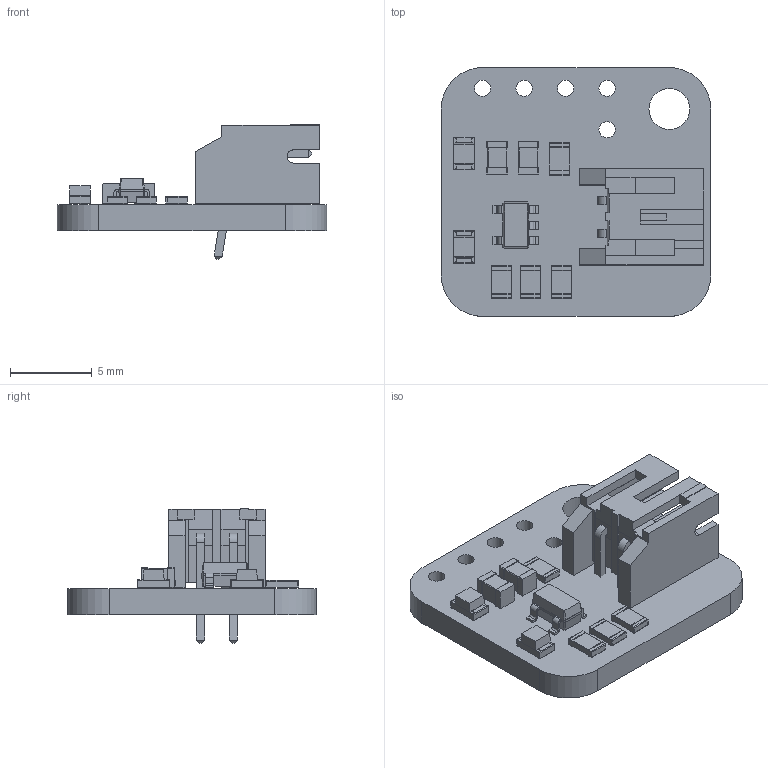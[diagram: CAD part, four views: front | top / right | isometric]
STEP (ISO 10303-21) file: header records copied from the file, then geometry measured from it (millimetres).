
FILE_DESCRIPTION(('KiCad electronic assembly'),'2;1');
FILE_NAME('Adafruit protrinket backpack.step','2022-10-11T11:37:50',( 'Pcbnew'),('Kicad'),'Open CASCADE STEP processor 7.6', 'KiCad to STEP converter','Unknown');
FILE_SCHEMA(('AUTOMOTIVE_DESIGN { 1 0 10303 214 1 1 1 1 }'));
Length unit declared in the file: millimetre
Products named in the file (12): Adafruit protrinket backpack 1; SOT-23-5; SOLID; JST_PH_S2B-PH-K_1x02_P2.00mm_Horizontal; LED_0805_2012Metric; R_0805_2012Metric; C_0805_2012Metric; Adafruit protrinket backpack PCB
Assembly tree (16 placements, depth 3):
  Adafruit protrinket backpack 1
    SOT-23-5
      SOLID
    JST_PH_S2B-PH-K_1x02_P2.00mm_Horizontal
      SOLID
    LED_0805_2012Metric  x2
      SOLID
    R_0805_2012Metric  x4
      SOLID
    C_0805_2012Metric  x2
      SOLID
    Adafruit protrinket backpack PCB
Bounding box: 16.51 x 15.24 x 8.25 mm (x, y, z)
Volume: 499.6 mm3; surface area: 1036.8 mm2
Topology: 11 solids, 11 shells, 495 faces, 1313 edges, 846 vertices
Faces by surface type: bspline 479, cylinder 10, plane 6
Full cylindrical faces by diameter (mm): 1 x5, 2.5 x1
Entity records: 22482 total; most frequent: CARTESIAN_POINT 8031, B_SPLINE_CURVE_WITH_KNOTS 2370, ORIENTED_EDGE 1808, PCURVE 1808, DEFINITIONAL_REPRESENTATION 1808, EDGE_CURVE 904, SURFACE_CURVE 898, VERTEX_POINT 580
